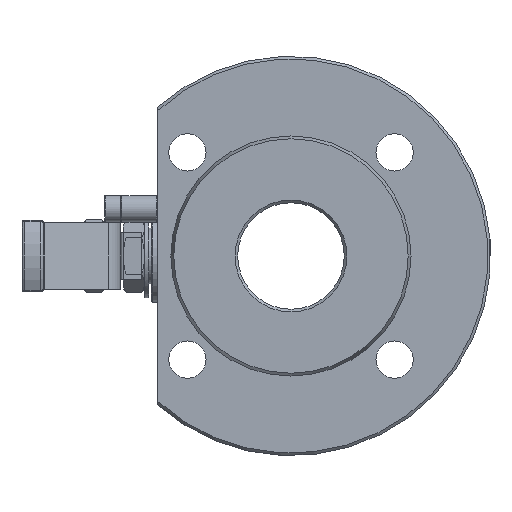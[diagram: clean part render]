
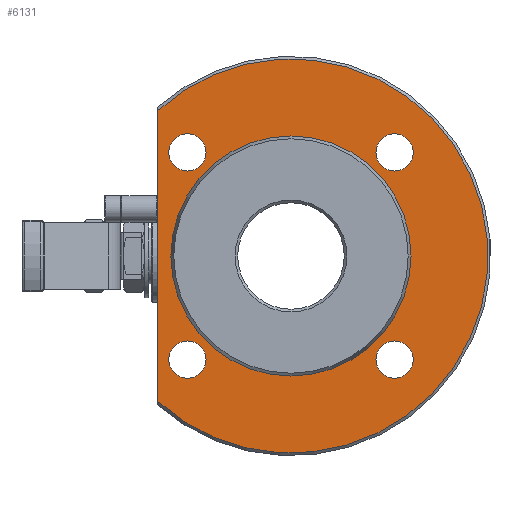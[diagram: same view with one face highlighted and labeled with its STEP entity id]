
A CAD part, left-side view. The second image highlights one B-rep face of the part: STEP entity #6131.
In plain terms, the highlighted planar face has unit normal (-1, 0, 0).
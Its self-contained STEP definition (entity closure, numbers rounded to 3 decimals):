
#106=PLANE('',#6493);
#363=LINE('',#8880,#639);
#639=VECTOR('',#7024,1000.);
#1612=ORIENTED_EDGE('',*,*,#2342,.F.);
#1613=ORIENTED_EDGE('',*,*,#2213,.T.);
#1614=ORIENTED_EDGE('',*,*,#2161,.F.);
#1615=ORIENTED_EDGE('',*,*,#2163,.F.);
#1616=ORIENTED_EDGE('',*,*,#2165,.F.);
#1617=ORIENTED_EDGE('',*,*,#2167,.F.);
#1618=ORIENTED_EDGE('',*,*,#2225,.F.);
#2161=EDGE_CURVE('',#2776,#2776,#3188,.T.);
#2163=EDGE_CURVE('',#2778,#2778,#3190,.T.);
#2165=EDGE_CURVE('',#2780,#2780,#3192,.T.);
#2167=EDGE_CURVE('',#2782,#2782,#3194,.T.);
#2213=EDGE_CURVE('',#2832,#2833,#3236,.T.);
#2225=EDGE_CURVE('',#2843,#2843,#3246,.T.);
#2342=EDGE_CURVE('',#2832,#2833,#363,.T.);
#2776=VERTEX_POINT('',#7852);
#2778=VERTEX_POINT('',#7857);
#2780=VERTEX_POINT('',#7862);
#2782=VERTEX_POINT('',#7867);
#2832=VERTEX_POINT('',#7994);
#2833=VERTEX_POINT('',#7995);
#2843=VERTEX_POINT('',#8022);
#3188=CIRCLE('',#6269,7.);
#3190=CIRCLE('',#6272,7.);
#3192=CIRCLE('',#6275,7.);
#3194=CIRCLE('',#6278,7.);
#3236=CIRCLE('',#6345,74.);
#3246=CIRCLE('',#6360,45.092);
#3578=EDGE_LOOP('',(#1612,#1613));
#3579=EDGE_LOOP('',(#1614));
#3580=EDGE_LOOP('',(#1615));
#3581=EDGE_LOOP('',(#1616));
#3582=EDGE_LOOP('',(#1617));
#3583=EDGE_LOOP('',(#1618));
#3923=FACE_BOUND('',#3578,.T.);
#3924=FACE_BOUND('',#3579,.T.);
#3925=FACE_BOUND('',#3580,.T.);
#3926=FACE_BOUND('',#3581,.T.);
#3927=FACE_BOUND('',#3582,.T.);
#3928=FACE_BOUND('',#3583,.T.);
#6131=ADVANCED_FACE('',(#3923,#3924,#3925,#3926,#3927,#3928),#106,.F.);
#6269=AXIS2_PLACEMENT_3D('',#7851,#6718,#6719);
#6272=AXIS2_PLACEMENT_3D('',#7856,#6724,#6725);
#6275=AXIS2_PLACEMENT_3D('',#7861,#6730,#6731);
#6278=AXIS2_PLACEMENT_3D('',#7866,#6736,#6737);
#6345=AXIS2_PLACEMENT_3D('',#7993,#6872,#6873);
#6360=AXIS2_PLACEMENT_3D('',#8021,#6904,#6905);
#6493=AXIS2_PLACEMENT_3D('',#11003,#7318,#7319);
#6718=DIRECTION('',(-1.,0.,0.));
#6719=DIRECTION('',(0.,0.,1.));
#6724=DIRECTION('',(-1.,0.,0.));
#6725=DIRECTION('',(0.,0.,1.));
#6730=DIRECTION('',(-1.,0.,0.));
#6731=DIRECTION('',(0.,0.,1.));
#6736=DIRECTION('',(-1.,0.,0.));
#6737=DIRECTION('',(0.,0.,1.));
#6872=DIRECTION('',(-1.,0.,0.));
#6873=DIRECTION('',(0.,0.,-1.));
#6904=DIRECTION('',(-1.,0.,0.));
#6905=DIRECTION('',(0.,0.,1.));
#7024=DIRECTION('',(0.,0.,1.));
#7318=DIRECTION('',(1.,0.,0.));
#7319=DIRECTION('',(0.,1.,0.));
#7851=CARTESIAN_POINT('',(-27.,-38.891,38.891));
#7852=CARTESIAN_POINT('',(-27.,-38.891,45.891));
#7856=CARTESIAN_POINT('',(-27.,-38.891,-38.891));
#7857=CARTESIAN_POINT('',(-27.,-38.891,-31.891));
#7861=CARTESIAN_POINT('',(-27.,38.891,-38.891));
#7862=CARTESIAN_POINT('',(-27.,38.891,-31.891));
#7866=CARTESIAN_POINT('',(-27.,38.891,38.891));
#7867=CARTESIAN_POINT('',(-27.,38.891,45.891));
#7993=CARTESIAN_POINT('',(-27.,0.,0.));
#7994=CARTESIAN_POINT('',(-27.,50.,-54.553));
#7995=CARTESIAN_POINT('',(-27.,50.,54.553));
#8021=CARTESIAN_POINT('',(-27.,0.,0.));
#8022=CARTESIAN_POINT('',(-27.,0.,45.092));
#8880=CARTESIAN_POINT('',(-27.,50.,-76.5));
#11003=CARTESIAN_POINT('',(-27.,-75.,0.));
